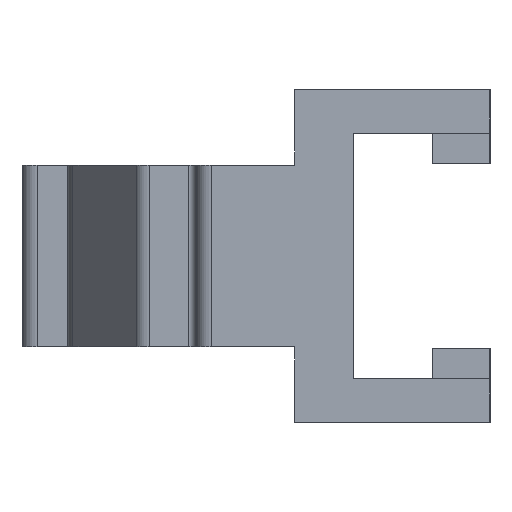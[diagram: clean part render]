
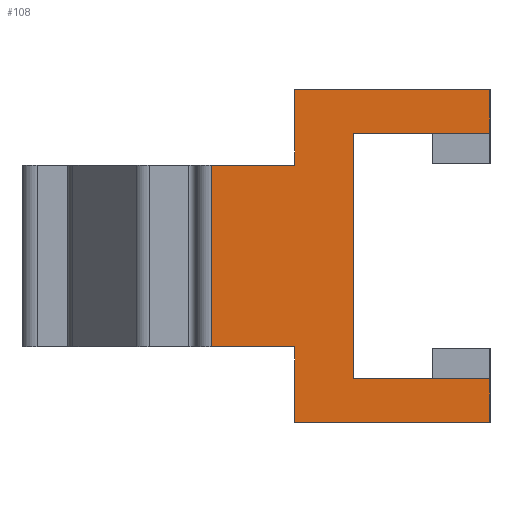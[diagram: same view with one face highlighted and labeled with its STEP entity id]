
A CAD part, left-side view. The second image highlights one B-rep face of the part: STEP entity #108.
In plain terms, the highlighted face is planar.
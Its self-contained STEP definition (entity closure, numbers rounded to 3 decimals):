
#50 = VERTEX_POINT('',#51);
#51 = CARTESIAN_POINT('',(30.,6.5,6.));
#58 = EDGE_CURVE('',#59,#50,#61,.T.);
#59 = VERTEX_POINT('',#60);
#60 = CARTESIAN_POINT('',(30.,6.5,-6.));
#61 = LINE('',#62,#63);
#62 = CARTESIAN_POINT('',(30.,6.5,-6.));
#63 = VECTOR('',#64,1.);
#64 = DIRECTION('',(0.,0.,1.));
#108 = ADVANCED_FACE('',(#109),#198,.T.);
#109 = FACE_BOUND('',#110,.T.);
#110 = EDGE_LOOP('',(#111,#112,#120,#128,#136,#144,#152,#160,#168,#176,
    #184,#192));
#111 = ORIENTED_EDGE('',*,*,#58,.F.);
#112 = ORIENTED_EDGE('',*,*,#113,.T.);
#113 = EDGE_CURVE('',#59,#114,#116,.T.);
#114 = VERTEX_POINT('',#115);
#115 = CARTESIAN_POINT('',(30.,12.,-6.));
#116 = LINE('',#117,#118);
#117 = CARTESIAN_POINT('',(30.,6.5,-6.));
#118 = VECTOR('',#119,1.);
#119 = DIRECTION('',(0.,1.,0.));
#120 = ORIENTED_EDGE('',*,*,#121,.T.);
#121 = EDGE_CURVE('',#114,#122,#124,.T.);
#122 = VERTEX_POINT('',#123);
#123 = CARTESIAN_POINT('',(30.,12.,-11.));
#124 = LINE('',#125,#126);
#125 = CARTESIAN_POINT('',(30.,12.,11.));
#126 = VECTOR('',#127,1.);
#127 = DIRECTION('',(0.,0.,-1.));
#128 = ORIENTED_EDGE('',*,*,#129,.T.);
#129 = EDGE_CURVE('',#122,#130,#132,.T.);
#130 = VERTEX_POINT('',#131);
#131 = CARTESIAN_POINT('',(30.,24.9,-11.));
#132 = LINE('',#133,#134);
#133 = CARTESIAN_POINT('',(30.,12.,-11.));
#134 = VECTOR('',#135,1.);
#135 = DIRECTION('',(0.,1.,0.));
#136 = ORIENTED_EDGE('',*,*,#137,.T.);
#137 = EDGE_CURVE('',#130,#138,#140,.T.);
#138 = VERTEX_POINT('',#139);
#139 = CARTESIAN_POINT('',(30.,24.9,-8.1));
#140 = LINE('',#141,#142);
#141 = CARTESIAN_POINT('',(30.,24.9,-11.));
#142 = VECTOR('',#143,1.);
#143 = DIRECTION('',(0.,0.,1.));
#144 = ORIENTED_EDGE('',*,*,#145,.F.);
#145 = EDGE_CURVE('',#146,#138,#148,.T.);
#146 = VERTEX_POINT('',#147);
#147 = CARTESIAN_POINT('',(30.,15.9,-8.1));
#148 = LINE('',#149,#150);
#149 = CARTESIAN_POINT('',(30.,21.1,-8.1));
#150 = VECTOR('',#151,1.);
#151 = DIRECTION('',(0.,1.,0.));
#152 = ORIENTED_EDGE('',*,*,#153,.T.);
#153 = EDGE_CURVE('',#146,#154,#156,.T.);
#154 = VERTEX_POINT('',#155);
#155 = CARTESIAN_POINT('',(30.,15.9,8.1));
#156 = LINE('',#157,#158);
#157 = CARTESIAN_POINT('',(30.,15.9,-8.1));
#158 = VECTOR('',#159,1.);
#159 = DIRECTION('',(0.,0.,1.));
#160 = ORIENTED_EDGE('',*,*,#161,.T.);
#161 = EDGE_CURVE('',#154,#162,#164,.T.);
#162 = VERTEX_POINT('',#163);
#163 = CARTESIAN_POINT('',(30.,24.9,8.1));
#164 = LINE('',#165,#166);
#165 = CARTESIAN_POINT('',(30.,15.9,8.1));
#166 = VECTOR('',#167,1.);
#167 = DIRECTION('',(0.,1.,0.));
#168 = ORIENTED_EDGE('',*,*,#169,.T.);
#169 = EDGE_CURVE('',#162,#170,#172,.T.);
#170 = VERTEX_POINT('',#171);
#171 = CARTESIAN_POINT('',(30.,24.9,11.));
#172 = LINE('',#173,#174);
#173 = CARTESIAN_POINT('',(30.,24.9,6.1));
#174 = VECTOR('',#175,1.);
#175 = DIRECTION('',(0.,0.,1.));
#176 = ORIENTED_EDGE('',*,*,#177,.T.);
#177 = EDGE_CURVE('',#170,#178,#180,.T.);
#178 = VERTEX_POINT('',#179);
#179 = CARTESIAN_POINT('',(30.,12.,11.));
#180 = LINE('',#181,#182);
#181 = CARTESIAN_POINT('',(30.,24.9,11.));
#182 = VECTOR('',#183,1.);
#183 = DIRECTION('',(0.,-1.,0.));
#184 = ORIENTED_EDGE('',*,*,#185,.T.);
#185 = EDGE_CURVE('',#178,#186,#188,.T.);
#186 = VERTEX_POINT('',#187);
#187 = CARTESIAN_POINT('',(30.,12.,6.));
#188 = LINE('',#189,#190);
#189 = CARTESIAN_POINT('',(30.,12.,11.));
#190 = VECTOR('',#191,1.);
#191 = DIRECTION('',(0.,0.,-1.));
#192 = ORIENTED_EDGE('',*,*,#193,.F.);
#193 = EDGE_CURVE('',#50,#186,#194,.T.);
#194 = LINE('',#195,#196);
#195 = CARTESIAN_POINT('',(30.,6.5,6.));
#196 = VECTOR('',#197,1.);
#197 = DIRECTION('',(0.,1.,0.));
#198 = PLANE('',#199);
#199 = AXIS2_PLACEMENT_3D('',#200,#201,#202);
#200 = CARTESIAN_POINT('',(30.,16.189,0.));
#201 = DIRECTION('',(1.,0.,0.));
#202 = DIRECTION('',(0.,0.,1.));
